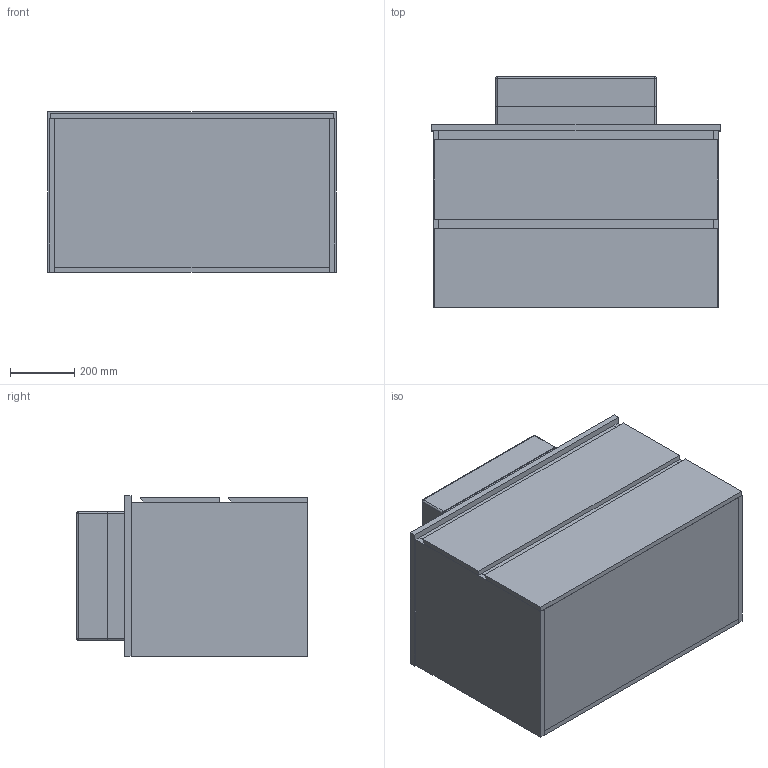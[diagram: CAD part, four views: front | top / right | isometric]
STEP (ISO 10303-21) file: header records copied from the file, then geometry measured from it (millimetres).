
FILE_DESCRIPTION (( 'STEP AP214' ), '1' );
FILE_NAME ('AD Twin Benchtop 900 ASSEM.STEP', '2019-03-08T00:35:19', ( '' ), ( '' ), 'SwSTEP 2.0', 'SolidWorks 2015', '' );
FILE_SCHEMA (( 'AUTOMOTIVE_DESIGN' ));
Length unit declared in the file: millimetre
Products named in the file (11): AD Twin Benchtop 900; 900 semi inset top; AD Twin Benchtop 900 ASSEM; 900 semi inset top ASSEM; Posh Solus Counter Basin; 900 slab top; Posh Solus Semi-Inset Basin ASSEM; Posh Solus Semi-Inset Basin; Posh Solus Counter Basin ASSEM; CERAMIC OVERFLOW COVER; 900 Above counter top ASSEM
Assembly tree (11 placements, depth 4):
  AD Twin Benchtop 900 ASSEM
    AD Twin Benchtop 900
    900 Above counter top ASSEM
      900 slab top
      Posh Solus Counter Basin ASSEM
        Posh Solus Counter Basin
        CERAMIC OVERFLOW COVER
    900 semi inset top ASSEM
      900 semi inset top
      Posh Solus Semi-Inset Basin ASSEM
        Posh Solus Semi-Inset Basin
        CERAMIC OVERFLOW COVER
Bounding box: 900 x 720 x 500 mm (x, y, z)
Volume: 71635230 mm3; surface area: 8142818.7 mm2
Topology: 13 solids, 13 shells, 254 faces, 584 edges, 358 vertices
Faces by surface type: plane 161, cylinder 51, torus 16, bspline 14, sphere 12
Entity records: 7855 total; most frequent: CARTESIAN_POINT 2459, DIRECTION 1016, ORIENTED_EDGE 976, EDGE_CURVE 488, AXIS2_PLACEMENT_3D 350, LINE 316, VECTOR 316, VERTEX_POINT 305
